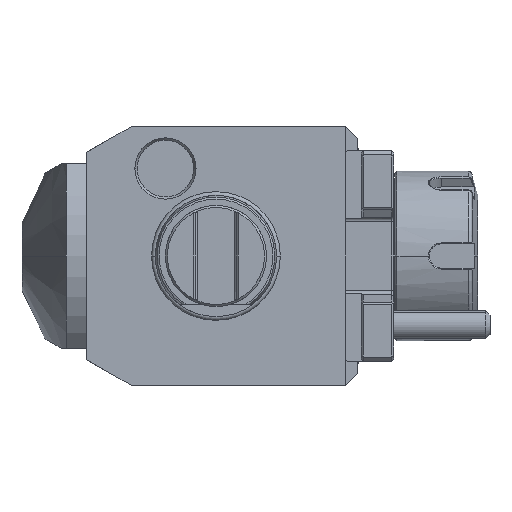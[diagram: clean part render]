
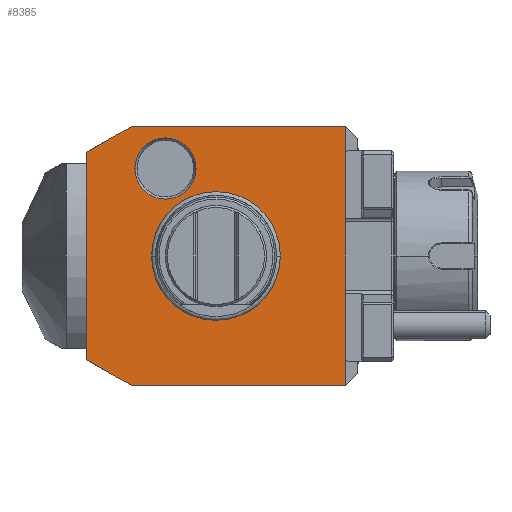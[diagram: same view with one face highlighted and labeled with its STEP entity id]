
A CAD part, front view. The second image highlights one B-rep face of the part: STEP entity #8385.
In plain terms, the highlighted planar face has unit normal (0, -1, 0).
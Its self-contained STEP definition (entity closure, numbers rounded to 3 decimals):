
#1=DIRECTION('',(-0.866,0.,-0.5));
#2=VECTOR('',#1,12.702);
#3=CARTESIAN_POINT('',(-21.,0.,32.));
#4=LINE('',#3,#2);
#5=DIRECTION('',(-1.,0.,0.));
#6=VECTOR('',#5,53.);
#7=CARTESIAN_POINT('',(32.,0.,32.));
#8=LINE('',#7,#6);
#9=DIRECTION('',(0.,0.,1.));
#10=VECTOR('',#9,64.);
#11=CARTESIAN_POINT('',(32.,0.,-32.));
#12=LINE('',#11,#10);
#13=DIRECTION('',(1.,0.,0.));
#14=VECTOR('',#13,53.);
#15=CARTESIAN_POINT('',(-21.,0.,-32.));
#16=LINE('',#15,#14);
#17=DIRECTION('',(0.866,0.,-0.5));
#18=VECTOR('',#17,12.702);
#19=CARTESIAN_POINT('',(-32.,0.,-25.649));
#20=LINE('',#19,#18);
#21=DIRECTION('',(0.,0.,-1.));
#22=VECTOR('',#21,51.298);
#23=CARTESIAN_POINT('',(-32.,0.,25.649));
#24=LINE('',#23,#22);
#25=CARTESIAN_POINT('',(-12.5,0.,21.651));
#26=DIRECTION('',(0.,1.,0.));
#27=DIRECTION('',(1.,0.,0.));
#28=AXIS2_PLACEMENT_3D('',#25,#26,#27);
#30=CARTESIAN_POINT('',(-12.5,0.,21.651));
#31=DIRECTION('',(0.,1.,0.));
#32=DIRECTION('',(-1.,0.,0.));
#33=AXIS2_PLACEMENT_3D('',#30,#31,#32);
#5548=CARTESIAN_POINT('',(0.,0.,0.));
#5549=DIRECTION('',(0.,-1.,0.));
#5550=DIRECTION('',(1.,0.,0.));
#5551=AXIS2_PLACEMENT_3D('',#5548,#5549,#5550);
#5553=CARTESIAN_POINT('',(0.,0.,0.));
#5554=DIRECTION('',(0.,-1.,0.));
#5555=DIRECTION('',(-1.,0.,0.));
#5556=AXIS2_PLACEMENT_3D('',#5553,#5554,#5555);
#7440=CARTESIAN_POINT('',(-4.923,0.,
21.651));
#7441=CARTESIAN_POINT('',(-20.077,0.,
21.651));
#7442=VERTEX_POINT('',#7440);
#7443=VERTEX_POINT('',#7441);
#8148=CARTESIAN_POINT('',(-21.,0.,32.));
#8149=CARTESIAN_POINT('',(-32.,0.,25.649));
#8150=VERTEX_POINT('',#8148);
#8151=VERTEX_POINT('',#8149);
#8152=CARTESIAN_POINT('',(-32.,0.,-25.649));
#8153=VERTEX_POINT('',#8152);
#8154=CARTESIAN_POINT('',(-21.,0.,-32.));
#8155=VERTEX_POINT('',#8154);
#8156=CARTESIAN_POINT('',(32.,0.,-32.));
#8157=VERTEX_POINT('',#8156);
#8158=CARTESIAN_POINT('',(32.,0.,32.));
#8159=VERTEX_POINT('',#8158);
#8220=CARTESIAN_POINT('',(15.783,0.,0.));
#8221=CARTESIAN_POINT('',(-15.783,0.,0.));
#8222=VERTEX_POINT('',#8220);
#8223=VERTEX_POINT('',#8221);
#8354=CARTESIAN_POINT('',(0.,0.,0.));
#8355=DIRECTION('',(0.,-1.,0.));
#8356=DIRECTION('',(-1.,0.,0.));
#8357=AXIS2_PLACEMENT_3D('',#8354,#8355,#8356);
#8358=PLANE('',#8357);
#8360=ORIENTED_EDGE('',*,*,#8359,.F.);
#8362=ORIENTED_EDGE('',*,*,#8361,.F.);
#8364=ORIENTED_EDGE('',*,*,#8363,.F.);
#8366=ORIENTED_EDGE('',*,*,#8365,.F.);
#8368=ORIENTED_EDGE('',*,*,#8367,.F.);
#8370=ORIENTED_EDGE('',*,*,#8369,.F.);
#8371=EDGE_LOOP('',(#8360,#8362,#8364,#8366,#8368,#8370));
#8372=FACE_OUTER_BOUND('',#8371,.F.);
#8374=ORIENTED_EDGE('',*,*,#8373,.T.);
#8376=ORIENTED_EDGE('',*,*,#8375,.T.);
#8377=EDGE_LOOP('',(#8374,#8376));
#8378=FACE_BOUND('',#8377,.F.);
#8380=ORIENTED_EDGE('',*,*,#8379,.F.);
#8382=ORIENTED_EDGE('',*,*,#8381,.F.);
#8383=EDGE_LOOP('',(#8380,#8382));
#8384=FACE_BOUND('',#8383,.F.);
#29=CIRCLE('',#28,7.577);
#34=CIRCLE('',#33,7.577);
#5552=CIRCLE('',#5551,15.783);
#5557=CIRCLE('',#5556,15.783);
#8359=EDGE_CURVE('',#8150,#8151,#4,.T.);
#8361=EDGE_CURVE('',#8159,#8150,#8,.T.);
#8363=EDGE_CURVE('',#8157,#8159,#12,.T.);
#8365=EDGE_CURVE('',#8155,#8157,#16,.T.);
#8367=EDGE_CURVE('',#8153,#8155,#20,.T.);
#8369=EDGE_CURVE('',#8151,#8153,#24,.T.);
#8373=EDGE_CURVE('',#8222,#8223,#5552,.T.);
#8375=EDGE_CURVE('',#8223,#8222,#5557,.T.);
#8379=EDGE_CURVE('',#7442,#7443,#29,.T.);
#8381=EDGE_CURVE('',#7443,#7442,#34,.T.);
#8385=ADVANCED_FACE('',(#8372,#8378,#8384),#8358,.T.);
